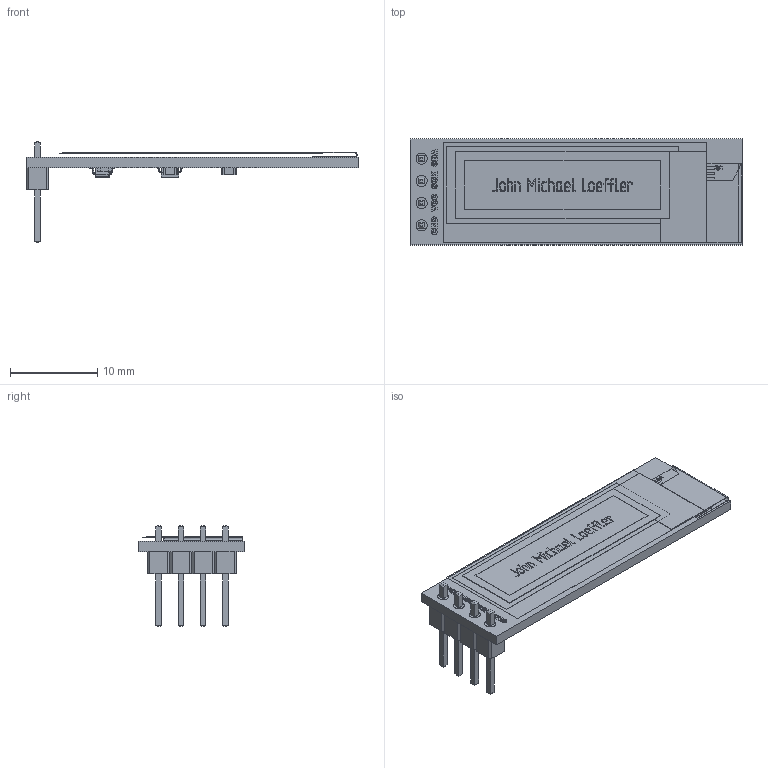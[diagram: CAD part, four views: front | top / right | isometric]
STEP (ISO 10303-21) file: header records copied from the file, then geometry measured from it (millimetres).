
FILE_DESCRIPTION(('FreeCAD Model'),'2;1');
FILE_NAME('Part_cp.step', '2019-06-13T01:10:10',('kicad StepUp'),('ksu MCAD'), 'Open CASCADE STEP processor 7.2','FreeCAD','Unknown');
FILE_SCHEMA(('AUTOMOTIVE_DESIGN { 1 0 10303 214 1 1 1 1 }'));
Products named in the file (1): Part_cp
Bounding box: 37.95 x 12.12 x 11.54 mm (x, y, z)
Volume: 677.3 mm3; surface area: 2120.5 mm2
Topology: 20 solids, 40 shells, 1692 faces, 4112 edges, 2694 vertices
Faces by surface type: plane 1362, bspline 213, cylinder 117
Full cylindrical faces by diameter (mm): 0.635 x4, 1.27 x4
Entity records: 70624 total; most frequent: CARTESIAN_POINT 21378, ORIENTED_EDGE 8224, DIRECTION 6294, EDGE_CURVE 4112, LINE 3030, VECTOR 3030, VERTEX_POINT 2694, FACE_BOUND 1906
